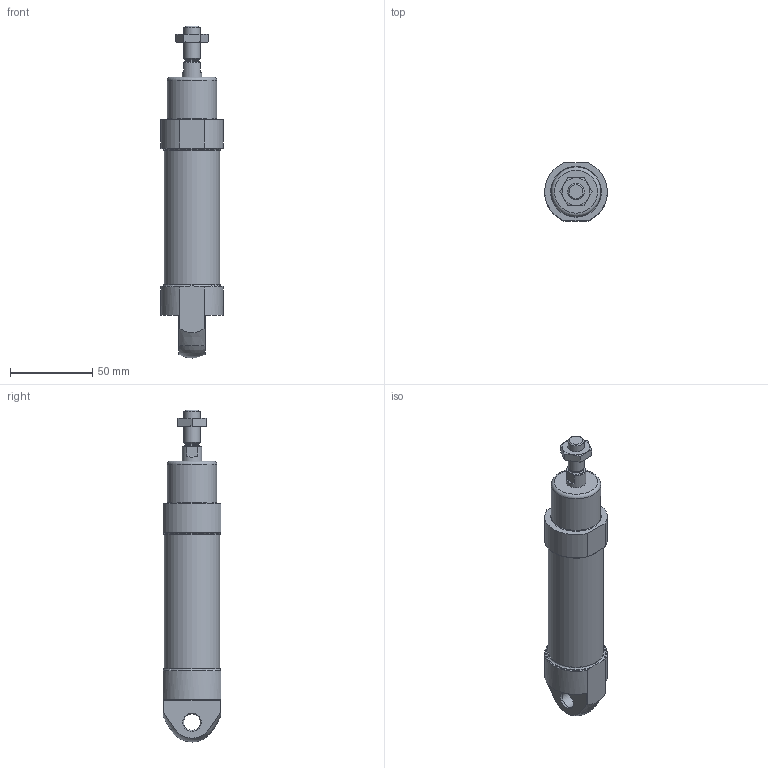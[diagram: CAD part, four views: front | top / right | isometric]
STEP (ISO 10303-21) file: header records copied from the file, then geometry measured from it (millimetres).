
FILE_DESCRIPTION(/* description */ ('STEP AP214'),/* implementation_level */ '2;1');
FILE_NAME(/* name */ '2176402_CRDSNU-B-32-50-PPS-A-MG-A1',/* time_stamp */ '2024-08-08T17:55:17+02:00',/* author */ ('License CC BY-ND 4.0'),/* organization */ ('CADENAS'),/* preprocessor_version */ 'ST-DEVELOPER v19.3',/* originating_system */ 'PARTsolutions',/* authorisation */ ' ');
FILE_SCHEMA (('AUTOMOTIVE_DESIGN {1 0 10303 214 3 1 1}'));
Length unit declared in the file: millimetre
Products named in the file (4): 2176402 CRDSNU-B-32-50-PPS-A-MG-A1---(0); CRDSNU-B-32-PPS-MG-A1---(50)ZR; CRDSNU-B 32---(50)K; DIN-439-B - M10x1.25(F)
Assembly tree (3 placements, depth 2):
  2176402 CRDSNU-B-32-50-PPS-A-MG-A1---(0)
    CRDSNU-B-32-PPS-MG-A1---(50)ZR
    CRDSNU-B 32---(50)K
    DIN-439-B - M10x1.25(F)
Bounding box: 38 x 35 x 201.5 mm (x, y, z)
Volume: 108981.3 mm3; surface area: 38622.5 mm2
Topology: 3 solids, 3 shells, 80 faces, 187 edges, 119 vertices
Faces by surface type: plane 34, cylinder 19, cone 16, torus 10, sphere 1
Full cylindrical faces by diameter (mm): 8.4 x1, 8.566 x2, 8.647 x1, 10 x2, 12 x2, 30 x1, 32 x2, 33.6 x1, 34 x1
Entity records: 2275 total; most frequent: CARTESIAN_POINT 519, DIRECTION 346, ORIENTED_EDGE 296, AXIS2_PLACEMENT_3D 153, EDGE_CURVE 148, FACE_BOUND 125, EDGE_LOOP 124, VERTEX_POINT 113
